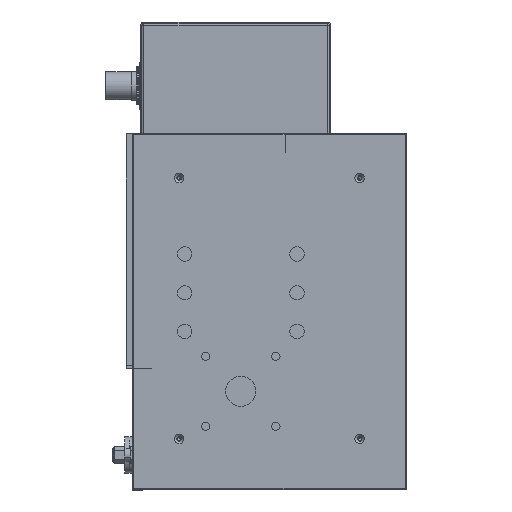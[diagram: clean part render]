
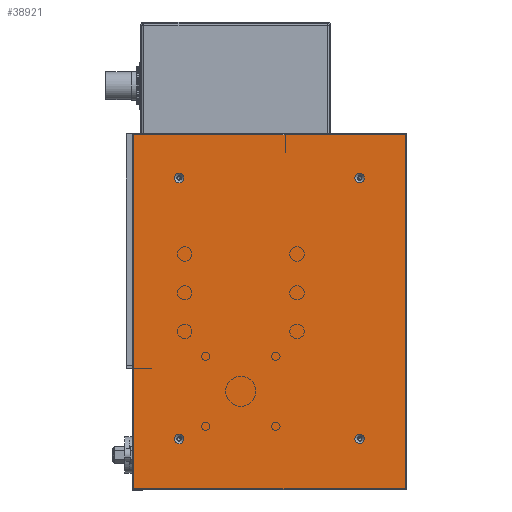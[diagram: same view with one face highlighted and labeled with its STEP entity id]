
A CAD part, front view. The second image highlights one B-rep face of the part: STEP entity #38921.
In plain terms, the highlighted planar face has unit normal (0, -1, 0).
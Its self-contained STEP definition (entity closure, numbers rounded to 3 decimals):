
#3636=LINE('',#63964,#6867);
#3637=LINE('',#63966,#6868);
#3638=LINE('',#63968,#6869);
#3639=LINE('',#63969,#6870);
#6867=VECTOR('',#48113,271.05);
#6868=VECTOR('',#48114,353.);
#6869=VECTOR('',#48115,271.05);
#6870=VECTOR('',#48116,353.);
#8664=PLANE('',#41444);
#10095=FACE_BOUND('',#14717,.T.);
#10096=FACE_BOUND('',#14718,.T.);
#10097=FACE_BOUND('',#14719,.T.);
#10098=FACE_BOUND('',#14720,.T.);
#11926=FACE_OUTER_BOUND('',#14716,.T.);
#14716=EDGE_LOOP('',(#32079,#32080,#32081,#32082));
#14717=EDGE_LOOP('',(#32083));
#14718=EDGE_LOOP('',(#32084));
#14719=EDGE_LOOP('',(#32085));
#14720=EDGE_LOOP('',(#32086));
#16371=CIRCLE('',#41431,4.75);
#16373=CIRCLE('',#41435,4.75);
#16375=CIRCLE('',#41439,4.75);
#16377=CIRCLE('',#41443,4.75);
#19146=VERTEX_POINT('',#63941);
#19148=VERTEX_POINT('',#63947);
#19150=VERTEX_POINT('',#63953);
#19152=VERTEX_POINT('',#63959);
#19153=VERTEX_POINT('',#63962);
#19154=VERTEX_POINT('',#63963);
#19155=VERTEX_POINT('',#63965);
#19156=VERTEX_POINT('',#63967);
#23710=EDGE_CURVE('',#19146,#19146,#16371,.T.);
#23712=EDGE_CURVE('',#19148,#19148,#16373,.T.);
#23714=EDGE_CURVE('',#19150,#19150,#16375,.T.);
#23716=EDGE_CURVE('',#19152,#19152,#16377,.T.);
#23717=EDGE_CURVE('',#19153,#19154,#3636,.T.);
#23718=EDGE_CURVE('',#19155,#19153,#3637,.T.);
#23719=EDGE_CURVE('',#19156,#19155,#3638,.T.);
#23720=EDGE_CURVE('',#19154,#19156,#3639,.T.);
#32079=ORIENTED_EDGE('',*,*,#23717,.F.);
#32080=ORIENTED_EDGE('',*,*,#23718,.F.);
#32081=ORIENTED_EDGE('',*,*,#23719,.F.);
#32082=ORIENTED_EDGE('',*,*,#23720,.F.);
#32083=ORIENTED_EDGE('',*,*,#23710,.T.);
#32084=ORIENTED_EDGE('',*,*,#23712,.T.);
#32085=ORIENTED_EDGE('',*,*,#23714,.T.);
#32086=ORIENTED_EDGE('',*,*,#23716,.T.);
#38921=ADVANCED_FACE('',(#11926,#10095,#10096,#10097,#10098),#8664,.F.);
#41431=AXIS2_PLACEMENT_3D('',#63942,#48085,#48086);
#41435=AXIS2_PLACEMENT_3D('',#63948,#48093,#48094);
#41439=AXIS2_PLACEMENT_3D('',#63954,#48101,#48102);
#41443=AXIS2_PLACEMENT_3D('',#63960,#48109,#48110);
#41444=AXIS2_PLACEMENT_3D('',#63961,#48111,#48112);
#48085=DIRECTION('center_axis',(0.,1.,0.));
#48086=DIRECTION('ref_axis',(1.,0.,0.));
#48093=DIRECTION('center_axis',(0.,1.,0.));
#48094=DIRECTION('ref_axis',(1.,0.,0.));
#48101=DIRECTION('center_axis',(0.,1.,0.));
#48102=DIRECTION('ref_axis',(1.,0.,0.));
#48109=DIRECTION('center_axis',(0.,1.,0.));
#48110=DIRECTION('ref_axis',(1.,0.,0.));
#48111=DIRECTION('center_axis',(0.,1.,0.));
#48112=DIRECTION('ref_axis',(0.,0.,1.));
#48113=DIRECTION('',(-1.,0.,0.));
#48114=DIRECTION('',(0.,0.,-1.));
#48115=DIRECTION('',(1.,0.,0.));
#48116=DIRECTION('',(0.,0.,1.));
#63941=CARTESIAN_POINT('',(-20.175,-20.704,51.));
#63942=CARTESIAN_POINT('Origin',(-24.925,-20.704,51.));
#63947=CARTESIAN_POINT('',(-20.175,-20.704,311.));
#63948=CARTESIAN_POINT('Origin',(-24.925,-20.704,311.));
#63953=CARTESIAN_POINT('',(-200.175,-20.704,311.));
#63954=CARTESIAN_POINT('Origin',(-204.925,-20.704,311.));
#63959=CARTESIAN_POINT('',(-200.175,-20.704,51.));
#63960=CARTESIAN_POINT('Origin',(-204.925,-20.704,51.));
#63961=CARTESIAN_POINT('Origin',(-114.925,-20.704,177.55));
#63962=CARTESIAN_POINT('',(20.6,-20.704,1.05));
#63963=CARTESIAN_POINT('',(-250.45,-20.704,1.05));
#63964=CARTESIAN_POINT('',(-183.188,-20.704,1.05));
#63965=CARTESIAN_POINT('',(20.6,-20.704,354.05));
#63966=CARTESIAN_POINT('',(20.6,-20.704,88.8));
#63967=CARTESIAN_POINT('',(-250.45,-20.704,354.05));
#63968=CARTESIAN_POINT('',(-46.663,-20.704,354.05));
#63969=CARTESIAN_POINT('',(-250.45,-20.704,266.3));
